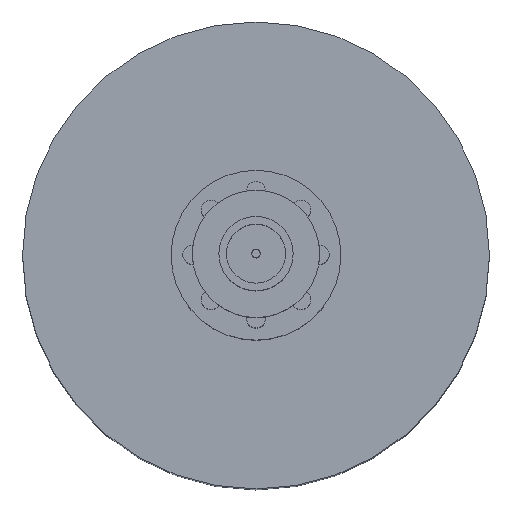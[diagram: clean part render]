
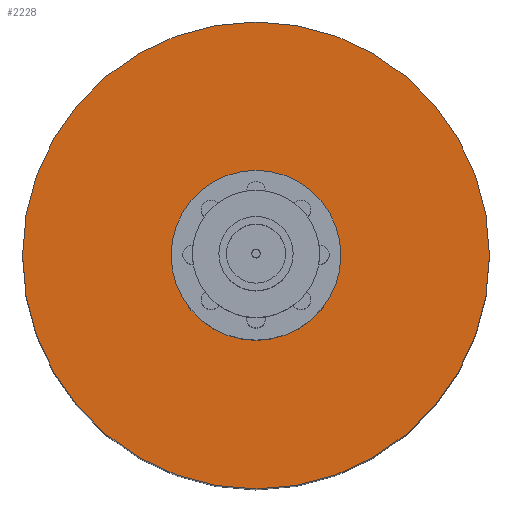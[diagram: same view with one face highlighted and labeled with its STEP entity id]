
A CAD part, top view. The second image highlights one B-rep face of the part: STEP entity #2228.
In plain terms, the highlighted planar face has unit normal (0, 0, 1).
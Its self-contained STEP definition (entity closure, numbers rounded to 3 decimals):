
#3 = CARTESIAN_POINT ( 'NONE',  ( 0., 0., 28.2 ) ) ;
#8 = DIRECTION ( 'NONE',  ( 0., 0., 1. ) ) ;
#79 = DIRECTION ( 'NONE',  ( 1., 0., 0. ) ) ;
#360 = EDGE_CURVE ( 'NONE', #2762, #2820, #1035, .T. ) ;
#384 = CARTESIAN_POINT ( 'NONE',  ( 11., 0., 28.2 ) ) ;
#400 = CARTESIAN_POINT ( 'NONE',  ( -11., 0., 28.2 ) ) ;
#455 = FACE_BOUND ( 'NONE', #2059, .T. ) ;
#478 = ORIENTED_EDGE ( 'NONE', *, *, #360, .T. ) ;
#481 = DIRECTION ( 'NONE',  ( 0., 0., 1. ) ) ;
#790 = EDGE_CURVE ( 'NONE', #1132, #2732, #2848, .T. ) ;
#821 = AXIS2_PLACEMENT_3D ( 'NONE', #3, #481, #2154 ) ;
#964 = CARTESIAN_POINT ( 'NONE',  ( 0., 0., 28.2 ) ) ;
#993 = AXIS2_PLACEMENT_3D ( 'NONE', #2708, #1266, #2950 ) ;
#1024 = EDGE_CURVE ( 'NONE', #2732, #1132, #2972, .T. ) ;
#1035 = CIRCLE ( 'NONE', #993, 11. ) ;
#1132 = VERTEX_POINT ( 'NONE', #2195 ) ;
#1188 = PLANE ( 'NONE',  #821 ) ;
#1192 = AXIS2_PLACEMENT_3D ( 'NONE', #1431, #8, #1672 ) ;
#1214 = DIRECTION ( 'NONE',  ( 1., 0., 0. ) ) ;
#1266 = DIRECTION ( 'NONE',  ( 0., 0., 1. ) ) ;
#1301 = ORIENTED_EDGE ( 'NONE', *, *, #1024, .F. ) ;
#1355 = EDGE_LOOP ( 'NONE', ( #2612, #478 ) ) ;
#1431 = CARTESIAN_POINT ( 'NONE',  ( 0., 0., 28.2 ) ) ;
#1504 = DIRECTION ( 'NONE',  ( 0., 0., 1. ) ) ;
#1672 = DIRECTION ( 'NONE',  ( 1., 0., 0. ) ) ;
#1937 = AXIS2_PLACEMENT_3D ( 'NONE', #964, #2650, #1214 ) ;
#2059 = EDGE_LOOP ( 'NONE', ( #1301, #2906 ) ) ;
#2154 = DIRECTION ( 'NONE',  ( 1., 0., 0. ) ) ;
#2195 = CARTESIAN_POINT ( 'NONE',  ( 4., 0., 28.2 ) ) ;
#2228 = ADVANCED_FACE ( 'NONE', ( #2366, #455 ), #1188, .T. ) ;
#2366 = FACE_OUTER_BOUND ( 'NONE', #1355, .T. ) ;
#2607 = EDGE_CURVE ( 'NONE', #2820, #2762, #2676, .T. ) ;
#2612 = ORIENTED_EDGE ( 'NONE', *, *, #2607, .T. ) ;
#2650 = DIRECTION ( 'NONE',  ( 0., 0., 1. ) ) ;
#2676 = CIRCLE ( 'NONE', #3010, 11. ) ;
#2708 = CARTESIAN_POINT ( 'NONE',  ( 0., 0., 28.2 ) ) ;
#2732 = VERTEX_POINT ( 'NONE', #2766 ) ;
#2762 = VERTEX_POINT ( 'NONE', #384 ) ;
#2766 = CARTESIAN_POINT ( 'NONE',  ( -4., 0., 28.2 ) ) ;
#2820 = VERTEX_POINT ( 'NONE', #400 ) ;
#2848 = CIRCLE ( 'NONE', #1192, 4. ) ;
#2906 = ORIENTED_EDGE ( 'NONE', *, *, #790, .F. ) ;
#2950 = DIRECTION ( 'NONE',  ( 1., 0., 0. ) ) ;
#2952 = CARTESIAN_POINT ( 'NONE',  ( 0., 0., 28.2 ) ) ;
#2972 = CIRCLE ( 'NONE', #1937, 4. ) ;
#3010 = AXIS2_PLACEMENT_3D ( 'NONE', #2952, #1504, #79 ) ;
